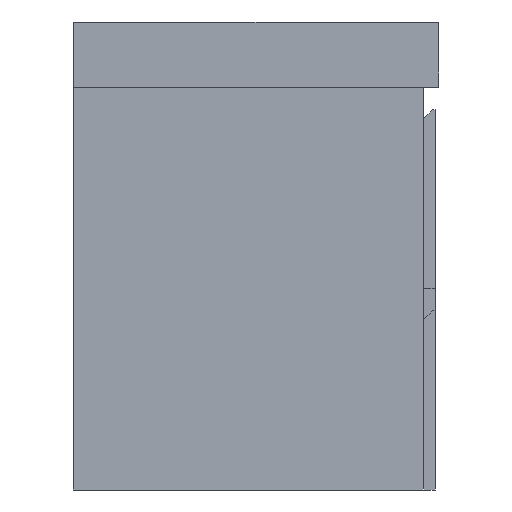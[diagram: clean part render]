
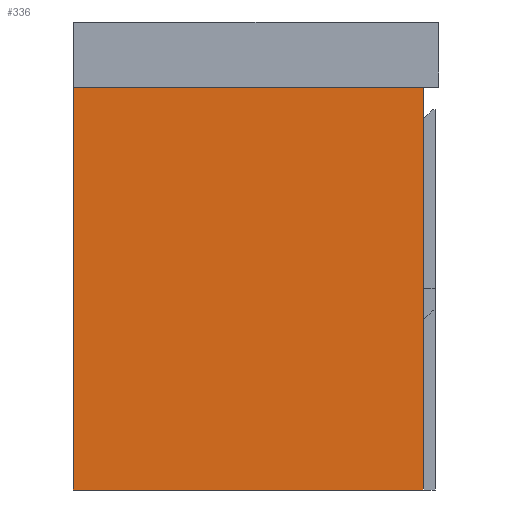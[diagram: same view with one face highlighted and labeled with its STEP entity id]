
A CAD part, left-side view. The second image highlights one B-rep face of the part: STEP entity #336.
In plain terms, the highlighted planar face has unit normal (-1, 0, 0).
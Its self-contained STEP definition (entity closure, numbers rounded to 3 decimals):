
#336=ADVANCED_FACE('',(#434),#1561,.T.);
#434=FACE_OUTER_BOUND('',#532,.T.);
#532=EDGE_LOOP('',(#707,#708,#709,#710));
#707=ORIENTED_EDGE('',*,*,#1075,.F.);
#708=ORIENTED_EDGE('',*,*,#1062,.T.);
#709=ORIENTED_EDGE('',*,*,#1073,.T.);
#710=ORIENTED_EDGE('',*,*,#1074,.F.);
#1062=EDGE_CURVE('',#1440,#1439,#1267,.T.);
#1073=EDGE_CURVE('',#1439,#1447,#1278,.T.);
#1074=EDGE_CURVE('',#1448,#1447,#1279,.T.);
#1075=EDGE_CURVE('',#1440,#1448,#1280,.T.);
#1267=B_SPLINE_CURVE_WITH_KNOTS('',1,(#2123,#2124),.UNSPECIFIED.,.F.,.F.,
(2,2),(-550.,0.),.UNSPECIFIED.);
#1278=B_SPLINE_CURVE_WITH_KNOTS('',1,(#2145,#2146),.UNSPECIFIED.,.F.,.F.,
(2,2),(-479.,0.),.UNSPECIFIED.);
#1279=B_SPLINE_CURVE_WITH_KNOTS('',1,(#2147,#2148),.UNSPECIFIED.,.F.,.F.,
(2,2),(-550.,0.),.UNSPECIFIED.);
#1280=B_SPLINE_CURVE_WITH_KNOTS('',1,(#2149,#2150),.UNSPECIFIED.,.F.,.F.,
(2,2),(-479.,0.),.UNSPECIFIED.);
#1439=VERTEX_POINT('',#2103);
#1440=VERTEX_POINT('',#2104);
#1447=VERTEX_POINT('',#2111);
#1448=VERTEX_POINT('',#2112);
#1561=PLANE('',#1765);
#1765=AXIS2_PLACEMENT_3D('',#2092,#1874,$);
#1874=DIRECTION('',(-1.,0.,0.));
#2092=CARTESIAN_POINT('',(-894.,-330.,526.9));
#2103=CARTESIAN_POINT('',(-894.,275.,479.));
#2104=CARTESIAN_POINT('',(-894.,-275.,479.));
#2111=CARTESIAN_POINT('',(-894.,275.,0.));
#2112=CARTESIAN_POINT('',(-894.,-275.,0.));
#2123=CARTESIAN_POINT('',(-894.,-275.,479.));
#2124=CARTESIAN_POINT('',(-894.,275.,479.));
#2145=CARTESIAN_POINT('',(-894.,275.,479.));
#2146=CARTESIAN_POINT('',(-894.,275.,0.));
#2147=CARTESIAN_POINT('',(-894.,-275.,0.));
#2148=CARTESIAN_POINT('',(-894.,275.,0.));
#2149=CARTESIAN_POINT('',(-894.,-275.,479.));
#2150=CARTESIAN_POINT('',(-894.,-275.,0.));
